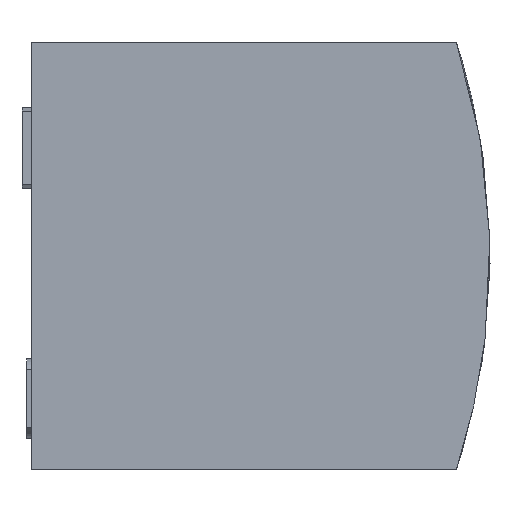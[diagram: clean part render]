
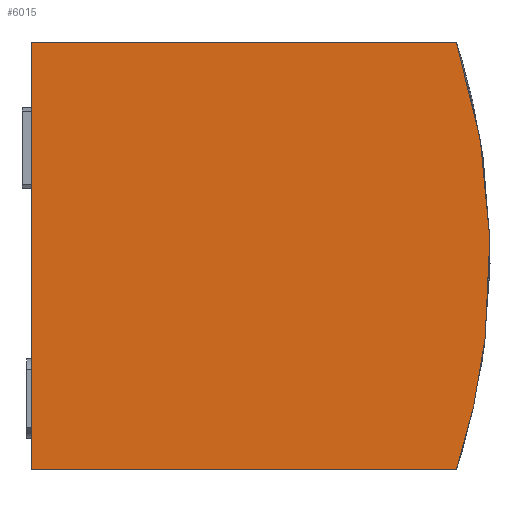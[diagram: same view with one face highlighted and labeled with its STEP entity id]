
A CAD part, left-side view. The second image highlights one B-rep face of the part: STEP entity #6015.
In plain terms, the highlighted free-form (B-spline) face has degree [1, 1] with [2, 2] control points.
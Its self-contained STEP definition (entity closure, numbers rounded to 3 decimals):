
#5862=CARTESIAN_POINT('V57',(-310.07,
   -113.413,-14.));
#5863=VERTEX_POINT('V57',#5862);
#5864=CARTESIAN_POINT('V58',(-310.07,
   122.11,-14.));
#5865=VERTEX_POINT('V58',#5864);
#5866=CARTESIAN_POINT('E85',(-310.07,
   -113.413,-14.));
#5867=CARTESIAN_POINT('E85',(-310.07,
   122.11,-14.));
#5868=B_SPLINE_CURVE_WITH_KNOTS('E85',1,(#5866,#5867),
   .POLYLINE_FORM.,.F.,.U.,(2,2),(0.054,
   0.946),.UNSPECIFIED.);
#5869=EDGE_CURVE('E85',#5863,#5865,#5868,.T.);
#5947=CARTESIAN_POINT('V94',(-310.07,
   -113.413,222.6));
#5948=VERTEX_POINT('V94',#5947);
#5949=CARTESIAN_POINT('E139',(-310.07,
   -113.413,222.6));
#5950=CARTESIAN_POINT('E139',(-310.07,
   -151.612,104.3));
#5951=CARTESIAN_POINT('E139',(-310.07,
   -113.413,-14.));
#5959=(BOUNDED_CURVE()B_SPLINE_CURVE(2,(#5949,#5950,#5951),
   .CIRCULAR_ARC.,.F.,.U.)B_SPLINE_CURVE_WITH_KNOTS((3,3),(
   0.048,0.939),.UNSPECIFIED.)CURVE()
   GEOMETRIC_REPRESENTATION_ITEM()RATIONAL_B_SPLINE_CURVE((
   0.979,0.831,0.779))
   REPRESENTATION_ITEM('E139'));
#5960=EDGE_CURVE('E139',#5948,#5863,#5959,.T.);
#5994=CARTESIAN_POINT('F55',(-310.07,
   137.488,236.796));
#5995=CARTESIAN_POINT('F55',(-310.07,
   137.488,-28.196));
#5996=CARTESIAN_POINT('F55',(-310.07,
   -149.571,236.796));
#5997=CARTESIAN_POINT('F55',(-310.07,
   -149.571,-28.196));
#5998=QUASI_UNIFORM_SURFACE('F55',1,1,((#5994,#5996),(#5995,#5997))
,.PLANE_SURF.,.F.,.F.,.U.);
#5999=ORIENTED_EDGE('E139',*,*,#5960,.T.);
#6000=ORIENTED_EDGE('E85',*,*,#5869,.T.);
#6001=CARTESIAN_POINT('V99',(-310.07,
   122.11,222.6));
#6002=VERTEX_POINT('V99',#6001);
#6003=CARTESIAN_POINT('E145',(-310.07,
   122.11,-14.));
#6004=CARTESIAN_POINT('E145',(-310.07,
   122.11,222.6));
#6005=B_SPLINE_CURVE_WITH_KNOTS('E145',1,(#6003,#6004),
   .POLYLINE_FORM.,.F.,.U.,(2,2),(0.054,
   0.946),.UNSPECIFIED.);
#6006=EDGE_CURVE('E145',#5865,#6002,#6005,.T.);
#6007=ORIENTED_EDGE('E145',*,*,#6006,.T.);
#6008=CARTESIAN_POINT('E144',(-310.07,
   122.11,222.6));
#6009=CARTESIAN_POINT('E144',(-310.07,
   -113.413,222.6));
#6010=B_SPLINE_CURVE_WITH_KNOTS('E144',1,(#6008,#6009),
   .POLYLINE_FORM.,.F.,.U.,(2,2),(0.054,
   0.946),.UNSPECIFIED.);
#6011=EDGE_CURVE('E144',#6002,#5948,#6010,.T.);
#6012=ORIENTED_EDGE('E144',*,*,#6011,.T.);
#6013=EDGE_LOOP('F55',(#5999,#6000,#6007,#6012));
#6014=FACE_OUTER_BOUND('F55',#6013,.F.);
#6015=ADVANCED_FACE('F55',(#6014),#5998,.T.);
